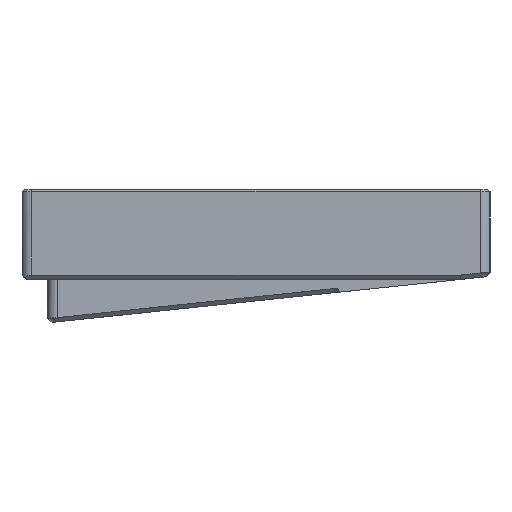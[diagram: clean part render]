
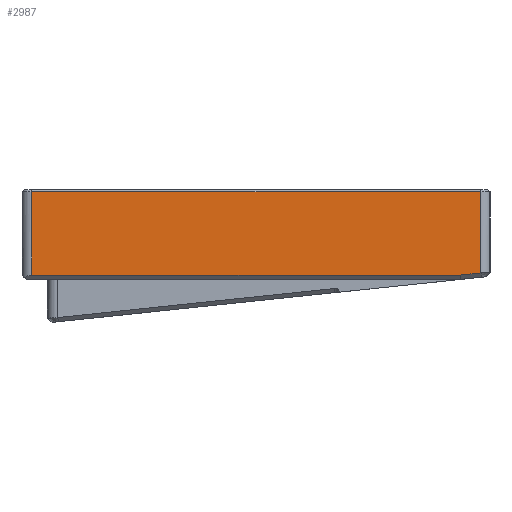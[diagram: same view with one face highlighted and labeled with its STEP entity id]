
A CAD part, left-side view. The second image highlights one B-rep face of the part: STEP entity #2987.
In plain terms, the highlighted planar face has unit normal (-1, 0, 0).
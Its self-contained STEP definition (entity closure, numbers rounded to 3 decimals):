
#112=PLANE('',#3248);
#212=FACE_OUTER_BOUND('',#396,.T.);
#396=EDGE_LOOP('',(#2315,#2316,#2317,#2318,#2319));
#547=LINE('',#4620,#820);
#598=LINE('',#4866,#871);
#600=LINE('',#4874,#873);
#688=LINE('',#5173,#961);
#689=LINE('',#5174,#962);
#820=VECTOR('',#3499,1000.);
#871=VECTOR('',#3624,10.);
#873=VECTOR('',#3634,1000.);
#961=VECTOR('',#3852,1000.);
#962=VECTOR('',#3853,10.);
#1250=VERTEX_POINT('',#4601);
#1253=VERTEX_POINT('',#4618);
#1306=VERTEX_POINT('',#4863);
#1307=VERTEX_POINT('',#4865);
#1309=VERTEX_POINT('',#4873);
#1553=EDGE_CURVE('',#1250,#1253,#547,.T.);
#1627=EDGE_CURVE('',#1307,#1306,#598,.T.);
#1631=EDGE_CURVE('',#1309,#1307,#600,.F.);
#1769=EDGE_CURVE('',#1253,#1309,#688,.T.);
#1770=EDGE_CURVE('',#1306,#1250,#689,.T.);
#2315=ORIENTED_EDGE('',*,*,#1553,.T.);
#2316=ORIENTED_EDGE('',*,*,#1769,.T.);
#2317=ORIENTED_EDGE('',*,*,#1631,.T.);
#2318=ORIENTED_EDGE('',*,*,#1627,.T.);
#2319=ORIENTED_EDGE('',*,*,#1770,.T.);
#2987=ADVANCED_FACE('',(#212),#112,.T.);
#3248=AXIS2_PLACEMENT_3D('',#5172,#3850,#3851);
#3499=DIRECTION('',(0.,0.,1.));
#3624=DIRECTION('',(0.,-1.,0.));
#3634=DIRECTION('',(0.,0.,1.));
#3850=DIRECTION('center_axis',(-1.,0.,0.));
#3851=DIRECTION('ref_axis',(0.,0.,1.));
#3852=DIRECTION('',(0.,1.,0.));
#3853=DIRECTION('',(0.,-0.995,0.105));
#4601=CARTESIAN_POINT('',(-147.85,-52.85,10.427));
#4618=CARTESIAN_POINT('',(-147.85,-52.85,29.547));
#4620=CARTESIAN_POINT('',(-147.85,-52.85,30.047));
#4863=CARTESIAN_POINT('',(-147.85,-48.148,9.933));
#4865=CARTESIAN_POINT('',(-147.85,52.85,9.933));
#4866=CARTESIAN_POINT('',(-147.85,-130.952,9.933));
#4873=CARTESIAN_POINT('',(-147.85,52.85,29.547));
#4874=CARTESIAN_POINT('',(-147.85,52.85,-0.002));
#5172=CARTESIAN_POINT('Origin',(-147.85,0.,-0.002));
#5173=CARTESIAN_POINT('',(-147.85,52.85,29.547));
#5174=CARTESIAN_POINT('',(-147.85,0.507,4.819));
